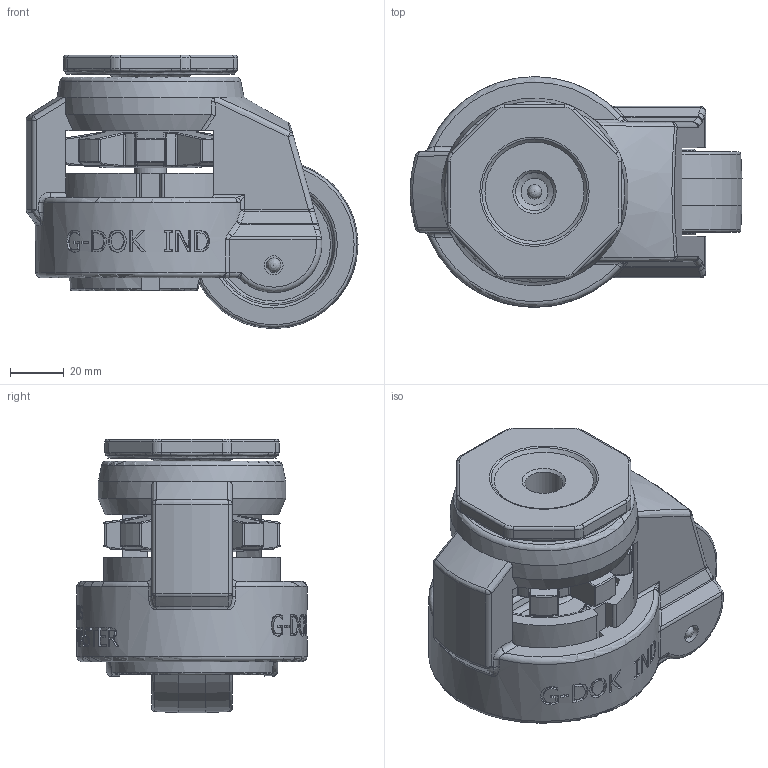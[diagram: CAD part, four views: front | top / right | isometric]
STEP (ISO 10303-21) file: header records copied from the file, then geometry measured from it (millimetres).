
FILE_DESCRIPTION((''),'2;1');
FILE_NAME('GD-80S.stp','2010-12-27T17:10:57',('Administrator'),(''),'Autodesk Inventor 2009','Autodesk Inventor 2009','');
FILE_SCHEMA(('AUTOMOTIVE_DESIGN { 1 0 10303 214 1 1 1 1 }'));
Length unit declared in the file: millimetre
Products named in the file (1): GD-80S
Bounding box: 124 x 86 x 102.1 mm (x, y, z)
Volume: 404435.2 mm3; surface area: 98327.4 mm2
Topology: 4 solids, 4 shells, 1305 faces, 3405 edges, 2150 vertices
Faces by surface type: bspline 401, plane 390, cylinder 280, torus 95, cone 79, sphere 60
Full cylindrical faces by diameter (mm): 3 x2, 7 x2, 8 x1, 8.5 x1, 10 x1, 12 x3, 12.1 x1, 14.21 x1, 15 x1, 20 x2, 27 x2, 28 x1, 39 x1, 41 x1, 45 x1, 63 x1
Entity records: 96120 total; most frequent: CARTESIAN_POINT 66209, ORIENTED_EDGE 6554, DIRECTION 5755, EDGE_CURVE 3277, AXIS2_PLACEMENT_3D 2329, VERTEX_POINT 2110, EDGE_LOOP 1447, CIRCLE 1335
